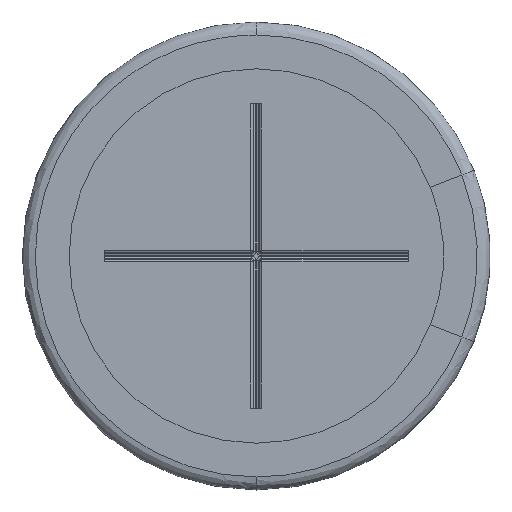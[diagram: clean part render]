
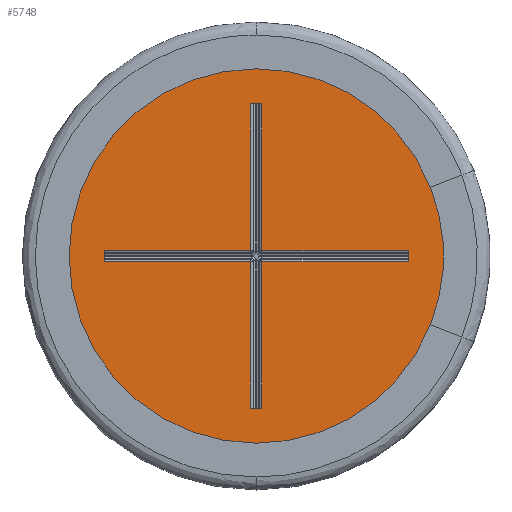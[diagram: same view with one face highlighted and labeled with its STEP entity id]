
A CAD part, front view. The second image highlights one B-rep face of the part: STEP entity #5748.
In plain terms, the highlighted planar face has unit normal (0, -1, 0).
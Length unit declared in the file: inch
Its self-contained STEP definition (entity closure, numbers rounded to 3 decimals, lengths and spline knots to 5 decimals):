
#168 = VERTEX_POINT ( 'NONE', #6041 ) ;
#263 = CARTESIAN_POINT ( 'NONE',  ( 0., 0.00394, -0.00834 ) ) ;
#274 = CARTESIAN_POINT ( 'NONE',  ( -0.66929, 0.00394, 0.33465 ) ) ;
#293 = CARTESIAN_POINT ( 'NONE',  ( 0.00834, 0.00394, 0. ) ) ;
#343 = CARTESIAN_POINT ( 'NONE',  ( 0., 0.00394, -0.33465 ) ) ;
#517 = CARTESIAN_POINT ( 'NONE',  ( 0., 0.00394, 0.00834 ) ) ;
#680 = EDGE_CURVE ( 'NONE', #2167, #5882, #1402, .T. ) ;
#684 = VERTEX_POINT ( 'NONE', #5705 ) ;
#707 = ORIENTED_EDGE ( 'NONE', *, *, #3016, .T. ) ;
#748 = DIRECTION ( 'NONE',  ( 1., 0., 0. ) ) ;
#977 = VECTOR ( 'NONE', #7459, 39.37008 ) ;
#1096 = ORIENTED_EDGE ( 'NONE', *, *, #6048, .T. ) ;
#1270 = CARTESIAN_POINT ( 'NONE',  ( 0.00834, 0.00394, -0.23031 ) ) ;
#1283 = EDGE_CURVE ( 'NONE', #2848, #1734, #1462, .T. ) ;
#1382 = ORIENTED_EDGE ( 'NONE', *, *, #3963, .T. ) ;
#1402 = LINE ( 'NONE', #6311, #3983 ) ;
#1451 = VERTEX_POINT ( 'NONE', #3748 ) ;
#1462 = LINE ( 'NONE', #293, #2134 ) ;
#1511 = VERTEX_POINT ( 'NONE', #6246 ) ;
#1590 = LINE ( 'NONE', #6012, #4178 ) ;
#1595 = CARTESIAN_POINT ( 'NONE',  ( 0.00834, 0.00394, 0. ) ) ;
#1600 = VECTOR ( 'NONE', #748, 39.37008 ) ;
#1734 = VERTEX_POINT ( 'NONE', #5658 ) ;
#1861 =( BOUNDED_CURVE ( )  B_SPLINE_CURVE ( 3, ( #4734, #4851, #4246, #343 ),
 .UNSPECIFIED., .F., .F. ) 
 B_SPLINE_CURVE_WITH_KNOTS ( ( 4, 4 ),
 ( 0.5, 1. ),
 .UNSPECIFIED. ) 
 CURVE ( )  GEOMETRIC_REPRESENTATION_ITEM ( )  RATIONAL_B_SPLINE_CURVE ( ( 1., 0.333, 0.333, 1. ) ) 
 REPRESENTATION_ITEM ( '' )  );
#2013 = ORIENTED_EDGE ( 'NONE', *, *, #4569, .T. ) ;
#2052 = EDGE_CURVE ( 'NONE', #1734, #1511, #1590, .T. ) ;
#2134 = VECTOR ( 'NONE', #7111, 39.37008 ) ;
#2167 = VERTEX_POINT ( 'NONE', #4473 ) ;
#2195 = VERTEX_POINT ( 'NONE', #5116 ) ;
#2240 = VECTOR ( 'NONE', #7206, 39.37008 ) ;
#2373 = EDGE_CURVE ( 'NONE', #5759, #684, #6109, .T. ) ;
#2597 = ORIENTED_EDGE ( 'NONE', *, *, #680, .T. ) ;
#2663 = CARTESIAN_POINT ( 'NONE',  ( 0.00834, 0.00394, -0.00834 ) ) ;
#2689 = LINE ( 'NONE', #4572, #4747 ) ;
#2743 = CARTESIAN_POINT ( 'NONE',  ( 0., 0.00394, -0.33465 ) ) ;
#2769 = DIRECTION ( 'NONE',  ( 1., 0., 0. ) ) ;
#2811 = ORIENTED_EDGE ( 'NONE', *, *, #3740, .T. ) ;
#2848 = VERTEX_POINT ( 'NONE', #6481 ) ;
#2989 = DIRECTION ( 'NONE',  ( 1., 0., 0. ) ) ;
#3016 = EDGE_CURVE ( 'NONE', #7077, #5962, #6847, .T. ) ;
#3042 = AXIS2_PLACEMENT_3D ( 'NONE', #6670, #5447, #7863 ) ;
#3346 = EDGE_CURVE ( 'NONE', #1451, #168, #7768, .T. ) ;
#3436 = FACE_OUTER_BOUND ( 'NONE', #4228, .T. ) ;
#3476 = LINE ( 'NONE', #1595, #2240 ) ;
#3538 = ORIENTED_EDGE ( 'NONE', *, *, #3346, .F. ) ;
#3645 = EDGE_CURVE ( 'NONE', #5962, #2195, #4457, .T. ) ;
#3708 = ORIENTED_EDGE ( 'NONE', *, *, #4255, .T. ) ;
#3714 = ORIENTED_EDGE ( 'NONE', *, *, #1283, .T. ) ;
#3740 = EDGE_CURVE ( 'NONE', #684, #5918, #2689, .T. ) ;
#3743 = ORIENTED_EDGE ( 'NONE', *, *, #7664, .F. ) ;
#3748 = CARTESIAN_POINT ( 'NONE',  ( 0., 0.00394, -0.33465 ) ) ;
#3792 = DIRECTION ( 'NONE',  ( 0., 0., 1. ) ) ;
#3804 = DIRECTION ( 'NONE',  ( -1., 0., 0. ) ) ;
#3837 = CARTESIAN_POINT ( 'NONE',  ( -0.23031, 0.00394, 0. ) ) ;
#3962 = VECTOR ( 'NONE', #3792, 39.37008 ) ;
#3963 = EDGE_CURVE ( 'NONE', #1511, #2167, #5008, .T. ) ;
#3983 = VECTOR ( 'NONE', #3804, 39.37008 ) ;
#4170 = PLANE ( 'NONE',  #3042 ) ;
#4178 = VECTOR ( 'NONE', #2769, 39.37008 ) ;
#4208 = VECTOR ( 'NONE', #5068, 39.37008 ) ;
#4214 = CARTESIAN_POINT ( 'NONE',  ( -0.23031, 0.00394, 0.00834 ) ) ;
#4228 = EDGE_LOOP ( 'NONE', ( #3538, #3743 ) ) ;
#4246 = CARTESIAN_POINT ( 'NONE',  ( 0.66929, 0.00394, -0.33465 ) ) ;
#4255 = EDGE_CURVE ( 'NONE', #5918, #2848, #5113, .T. ) ;
#4457 = LINE ( 'NONE', #4988, #3962 ) ;
#4473 = CARTESIAN_POINT ( 'NONE',  ( 0.23031, 0.00394, -0.00834 ) ) ;
#4569 = EDGE_CURVE ( 'NONE', #5824, #5759, #6798, .T. ) ;
#4572 = CARTESIAN_POINT ( 'NONE',  ( -0.00834, 0.00394, 0. ) ) ;
#4734 = CARTESIAN_POINT ( 'NONE',  ( 0., 0.00394, 0.33465 ) ) ;
#4747 = VECTOR ( 'NONE', #6505, 39.37008 ) ;
#4791 = EDGE_CURVE ( 'NONE', #5882, #7077, #3476, .T. ) ;
#4851 = CARTESIAN_POINT ( 'NONE',  ( 0.66929, 0.00394, 0.33465 ) ) ;
#4930 = ORIENTED_EDGE ( 'NONE', *, *, #2373, .T. ) ;
#4988 = CARTESIAN_POINT ( 'NONE',  ( -0.00834, 0.00394, 0. ) ) ;
#5008 = LINE ( 'NONE', #7517, #6437 ) ;
#5068 = DIRECTION ( 'NONE',  ( 0., 0., 1. ) ) ;
#5080 = CARTESIAN_POINT ( 'NONE',  ( -0.23031, 0.00394, -0.00834 ) ) ;
#5113 = LINE ( 'NONE', #7508, #1600 ) ;
#5116 = CARTESIAN_POINT ( 'NONE',  ( -0.00834, 0.00394, -0.00834 ) ) ;
#5166 = DIRECTION ( 'NONE',  ( 0., 0., -1. ) ) ;
#5239 = CARTESIAN_POINT ( 'NONE',  ( 0., 0.00394, 0.33465 ) ) ;
#5317 = DIRECTION ( 'NONE',  ( -1., 0., 0. ) ) ;
#5386 = VECTOR ( 'NONE', #2989, 39.37008 ) ;
#5447 = DIRECTION ( 'NONE',  ( 0., -1., 0. ) ) ;
#5658 = CARTESIAN_POINT ( 'NONE',  ( 0.00834, 0.00394, 0.00834 ) ) ;
#5705 = CARTESIAN_POINT ( 'NONE',  ( -0.00834, 0.00394, 0.00834 ) ) ;
#5748 = ADVANCED_FACE ( 'NONE', ( #6594, #3436 ), #4170, .T. ) ;
#5759 = VERTEX_POINT ( 'NONE', #4214 ) ;
#5824 = VERTEX_POINT ( 'NONE', #5080 ) ;
#5882 = VERTEX_POINT ( 'NONE', #2663 ) ;
#5918 = VERTEX_POINT ( 'NONE', #8076 ) ;
#5930 = VECTOR ( 'NONE', #5317, 39.37008 ) ;
#5962 = VERTEX_POINT ( 'NONE', #7452 ) ;
#6012 = CARTESIAN_POINT ( 'NONE',  ( 0., 0.00394, 0.00834 ) ) ;
#6041 = CARTESIAN_POINT ( 'NONE',  ( 0., 0.00394, 0.33465 ) ) ;
#6048 = EDGE_CURVE ( 'NONE', #2195, #5824, #7165, .T. ) ;
#6109 = LINE ( 'NONE', #517, #5386 ) ;
#6149 = CARTESIAN_POINT ( 'NONE',  ( 0., 0.00394, -0.23031 ) ) ;
#6246 = CARTESIAN_POINT ( 'NONE',  ( 0.23031, 0.00394, 0.00834 ) ) ;
#6311 = CARTESIAN_POINT ( 'NONE',  ( 0., 0.00394, -0.00834 ) ) ;
#6437 = VECTOR ( 'NONE', #5166, 39.37008 ) ;
#6477 = CARTESIAN_POINT ( 'NONE',  ( -0.66929, 0.00394, -0.33465 ) ) ;
#6481 = CARTESIAN_POINT ( 'NONE',  ( 0.00834, 0.00394, 0.23031 ) ) ;
#6505 = DIRECTION ( 'NONE',  ( 0., 0., 1. ) ) ;
#6594 = FACE_BOUND ( 'NONE', #7917, .T. ) ;
#6670 = CARTESIAN_POINT ( 'NONE',  ( 0., 0.00394, 0. ) ) ;
#6798 = LINE ( 'NONE', #3837, #4208 ) ;
#6847 = LINE ( 'NONE', #6149, #977 ) ;
#7068 = ORIENTED_EDGE ( 'NONE', *, *, #3645, .T. ) ;
#7077 = VERTEX_POINT ( 'NONE', #1270 ) ;
#7111 = DIRECTION ( 'NONE',  ( 0., 0., -1. ) ) ;
#7165 = LINE ( 'NONE', #263, #5930 ) ;
#7206 = DIRECTION ( 'NONE',  ( 0., 0., -1. ) ) ;
#7452 = CARTESIAN_POINT ( 'NONE',  ( -0.00834, 0.00394, -0.23031 ) ) ;
#7459 = DIRECTION ( 'NONE',  ( -1., 0., 0. ) ) ;
#7508 = CARTESIAN_POINT ( 'NONE',  ( 0., 0.00394, 0.23031 ) ) ;
#7517 = CARTESIAN_POINT ( 'NONE',  ( 0.23031, 0.00394, 0. ) ) ;
#7664 = EDGE_CURVE ( 'NONE', #168, #1451, #1861, .T. ) ;
#7726 = ORIENTED_EDGE ( 'NONE', *, *, #2052, .T. ) ;
#7768 =( BOUNDED_CURVE ( )  B_SPLINE_CURVE ( 3, ( #2743, #6477, #274, #5239 ),
 .UNSPECIFIED., .F., .F. ) 
 B_SPLINE_CURVE_WITH_KNOTS ( ( 4, 4 ),
 ( 0., 0.5 ),
 .UNSPECIFIED. ) 
 CURVE ( )  GEOMETRIC_REPRESENTATION_ITEM ( )  RATIONAL_B_SPLINE_CURVE ( ( 1., 0.333, 0.333, 1. ) ) 
 REPRESENTATION_ITEM ( '' )  );
#7863 = DIRECTION ( 'NONE',  ( 0., 0., -1. ) ) ;
#7917 = EDGE_LOOP ( 'NONE', ( #4930, #2811, #3708, #3714, #7726, #1382, #2597, #8083, #707, #7068, #1096, #2013 ) ) ;
#8076 = CARTESIAN_POINT ( 'NONE',  ( -0.00834, 0.00394, 0.23031 ) ) ;
#8083 = ORIENTED_EDGE ( 'NONE', *, *, #4791, .T. ) ;
